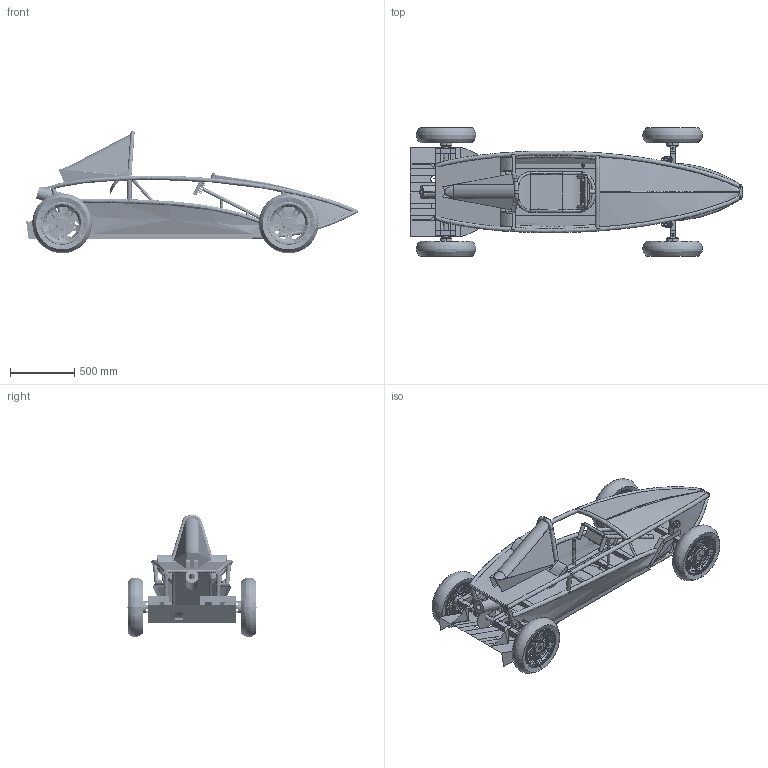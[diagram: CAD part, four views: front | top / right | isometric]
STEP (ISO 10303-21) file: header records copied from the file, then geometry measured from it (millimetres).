
FILE_DESCRIPTION(('FreeCAD Model'),'2;1');
FILE_NAME('Open CASCADE Shape Model','2025-05-04T10:41:11',('FreeCAD'),( 'FreeCAD'),'Open CASCADE STEP processor 7.6','FreeCAD','Unknown');
FILE_SCHEMA(('AUTOMOTIVE_DESIGN { 1 0 10303 214 1 1 1 1 }'));
Products named in the file (1): Open CASCADE STEP translator 7.6 1
Bounding box: 2579.73 x 1009.37 x 951.33 mm (x, y, z)
Volume: 48007006.8 mm3; surface area: 22545610.2 mm2
Topology: 64 solids, 1288 shells, 5259 faces, 15015 edges, 10708 vertices
Faces by surface type: bspline 5249, plane 10
Entity records: 351443 total; most frequent: CARTESIAN_POINT 267021, ORIENTED_EDGE 25558, EDGE_CURVE 14720, B_SPLINE_CURVE_WITH_KNOTS 12504, VERTEX_POINT 10668, FACE_BOUND 5467, EDGE_LOOP 5465, ADVANCED_FACE 5259
